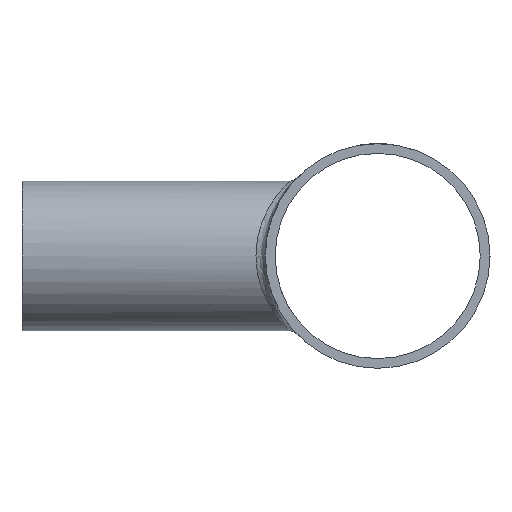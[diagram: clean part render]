
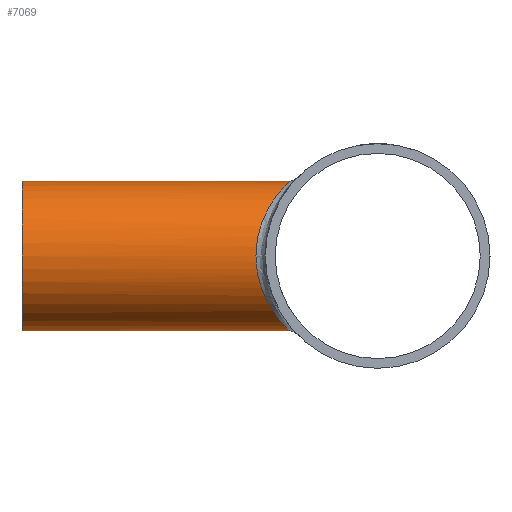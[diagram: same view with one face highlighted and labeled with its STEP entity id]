
A CAD part, left-side view. The second image highlights one B-rep face of the part: STEP entity #7069.
In plain terms, the highlighted cylindrical face has radius 12.7 mm (diameter 25.4 mm), a full revolution.
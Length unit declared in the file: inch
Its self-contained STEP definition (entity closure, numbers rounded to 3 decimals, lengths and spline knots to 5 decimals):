
#137=FACE_BOUND('',#1297,.T.);
#875=FACE_OUTER_BOUND('',#1296,.T.);
#1296=EDGE_LOOP('',(#6604));
#1297=EDGE_LOOP('',(#6605));
#1625=B_SPLINE_CURVE_WITH_KNOTS('',3,(#15289,#15290,#15291,#15292,#15293,
#15294,#15295,#15296,#15297,#15298,#15299,#15300,#15301,#15302,#15303,#15304,
#15305,#15306,#15307,#15308,#15309,#15310),.UNSPECIFIED.,.T.,.F.,(4,1,1,
1,1,1,1,1,1,1,1,1,1,1,1,1,1,1,1,4),(0.,0.28474,0.56948,
1.13896,1.70844,1.99317,2.27791,2.84739,
3.41687,3.79652,4.17618,4.55583,4.93548,
5.69478,5.97952,6.26426,6.83374,7.40322,
7.68796,7.9727),.UNSPECIFIED.);
#2784=CIRCLE('',#7510,0.5);
#3481=VERTEX_POINT('',#15287);
#3482=VERTEX_POINT('',#15312);
#4526=EDGE_CURVE('',#3481,#3481,#1625,.T.);
#4527=EDGE_CURVE('',#3482,#3482,#2784,.T.);
#6604=ORIENTED_EDGE('',*,*,#4527,.T.);
#6605=ORIENTED_EDGE('',*,*,#4526,.F.);
#6657=CYLINDRICAL_SURFACE('',#7509,0.5);
#7069=ADVANCED_FACE('',(#875,#137),#6657,.T.);
#7509=AXIS2_PLACEMENT_3D('',#15311,#8899,#8900);
#7510=AXIS2_PLACEMENT_3D('',#15313,#8901,#8902);
#8899=DIRECTION('center_axis',(0.,-1.,0.));
#8900=DIRECTION('ref_axis',(1.,0.,0.));
#8901=DIRECTION('center_axis',(0.,-1.,0.));
#8902=DIRECTION('ref_axis',(1.,0.,0.));
#15287=CARTESIAN_POINT('',(0.,0.5863,0.5));
#15289=CARTESIAN_POINT('Ctrl Pts',(0.,0.58628,
0.5));
#15290=CARTESIAN_POINT('Ctrl Pts',(-0.03885,0.58628,
0.5));
#15291=CARTESIAN_POINT('Ctrl Pts',(-0.11654,0.59649,
0.49084));
#15292=CARTESIAN_POINT('Ctrl Pts',(-0.25742,0.64756,
0.43931));
#15293=CARTESIAN_POINT('Ctrl Pts',(-0.39977,0.73591,
0.32616));
#15294=CARTESIAN_POINT('Ctrl Pts',(-0.48622,0.80172,
0.1557));
#15295=CARTESIAN_POINT('Ctrl Pts',(-0.5046,0.8161,
-0.00002));
#15296=CARTESIAN_POINT('Ctrl Pts',(-0.48626,0.80175,
-0.15571));
#15297=CARTESIAN_POINT('Ctrl Pts',(-0.39966,0.73578,
-0.32604));
#15298=CARTESIAN_POINT('Ctrl Pts',(-0.24813,0.64188,
-0.44685));
#15299=CARTESIAN_POINT('Ctrl Pts',(-0.07968,0.58434,
-0.50191));
#15300=CARTESIAN_POINT('Ctrl Pts',(0.07965,0.58451,
-0.50193));
#15301=CARTESIAN_POINT('Ctrl Pts',(0.22422,0.6335,
-0.45462));
#15302=CARTESIAN_POINT('Ctrl Pts',(0.38322,0.72231,-0.34588));
#15303=CARTESIAN_POINT('Ctrl Pts',(0.48293,0.79952,
-0.182));
#15304=CARTESIAN_POINT('Ctrl Pts',(0.50466,0.81605,
0.00011));
#15305=CARTESIAN_POINT('Ctrl Pts',(0.48618,0.80176,
0.15559));
#15306=CARTESIAN_POINT('Ctrl Pts',(0.39979,0.73587,
0.32614));
#15307=CARTESIAN_POINT('Ctrl Pts',(0.25741,0.64757,
0.43931));
#15308=CARTESIAN_POINT('Ctrl Pts',(0.11654,0.59648,
0.49083));
#15309=CARTESIAN_POINT('Ctrl Pts',(0.03885,0.58628,
0.5));
#15310=CARTESIAN_POINT('Ctrl Pts',(0.,0.58628,
0.5));
#15311=CARTESIAN_POINT('Origin',(0.,2.375,0.));
#15312=CARTESIAN_POINT('',(-0.5,2.375,0.));
#15313=CARTESIAN_POINT('Origin',(0.,2.375,0.));
